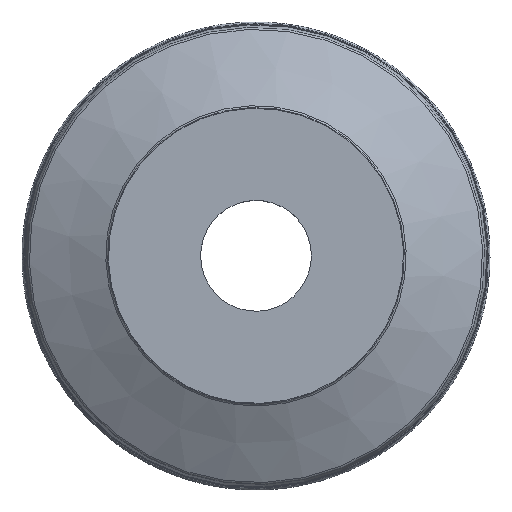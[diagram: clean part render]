
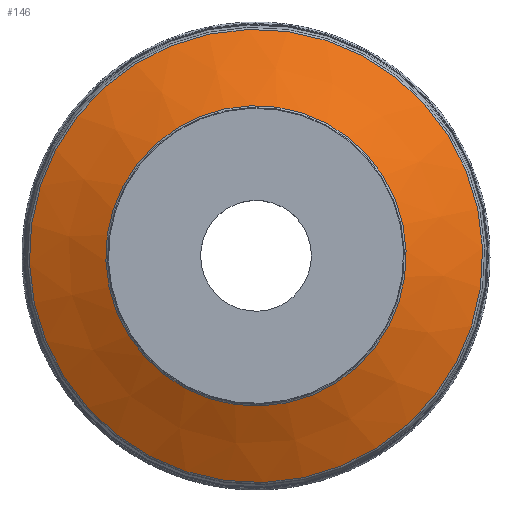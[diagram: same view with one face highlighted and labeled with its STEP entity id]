
A CAD part, top view. The second image highlights one B-rep face of the part: STEP entity #146.
In plain terms, the highlighted conical face has half-angle 62.483 degrees and reference radius 130.66 mm.
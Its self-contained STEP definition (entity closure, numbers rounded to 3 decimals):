
#108=CONICAL_SURFACE('',#750,130.66,62.483);
#146=ADVANCED_FACE('CN_SU3',(#212,#213),#108,.T.);
#212=FACE_BOUND('',#287,.T.);
#213=FACE_BOUND('',#288,.T.);
#287=EDGE_LOOP('',(#365));
#288=EDGE_LOOP('',(#366));
#365=ORIENTED_EDGE('',*,*,#470,.T.);
#366=ORIENTED_EDGE('',*,*,#471,.T.);
#430=VERTEX_POINT('',#1084);
#431=VERTEX_POINT('',#1086);
#470=EDGE_CURVE('',#430,#430,#509,.T.);
#471=EDGE_CURVE('',#431,#431,#510,.T.);
#509=CIRCLE('',#748,129.907);
#510=CIRCLE('',#749,86.076);
#748=AXIS2_PLACEMENT_3D('',#1083,#898,#899);
#749=AXIS2_PLACEMENT_3D('',#1085,#900,#901);
#750=AXIS2_PLACEMENT_3D('',#1087,#902,#903);
#898=DIRECTION('',(0.,0.,1.));
#899=DIRECTION('',(0.978,0.208,0.));
#900=DIRECTION('',(0.,0.,-1.));
#901=DIRECTION('',(-0.978,-0.208,0.));
#902=DIRECTION('',(0.,0.,-1.));
#903=DIRECTION('',(-0.978,-0.208,0.));
#1083=CARTESIAN_POINT('',(0.,0.,-39.608));
#1084=CARTESIAN_POINT('',(127.069,27.009,-39.608));
#1085=CARTESIAN_POINT('',(0.,0.,-16.774));
#1086=CARTESIAN_POINT('',(-84.195,-17.896,-16.774));
#1087=CARTESIAN_POINT('',(0.,0.,-40.));
